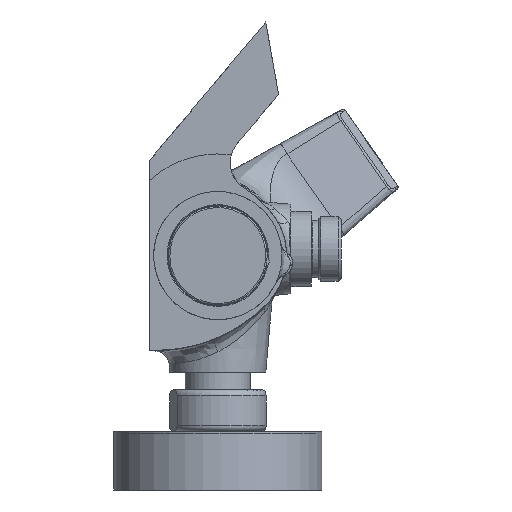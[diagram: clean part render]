
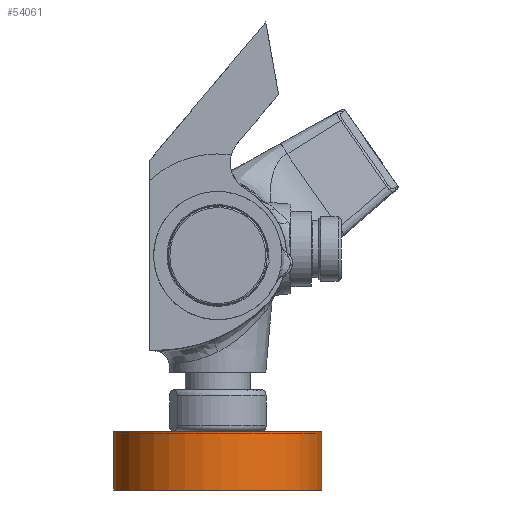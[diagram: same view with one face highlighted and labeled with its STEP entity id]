
A CAD part, left-side view. The second image highlights one B-rep face of the part: STEP entity #54061.
In plain terms, the highlighted cylindrical face has radius 33.25 mm (diameter 66.5 mm), a full revolution.
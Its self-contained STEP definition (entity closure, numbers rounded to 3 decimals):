
#1472 = VERTEX_POINT ( 'NONE', #44032 ) ;
#2200 = DIRECTION ( 'NONE',  ( 0., 0., 1. ) ) ;
#5663 = AXIS2_PLACEMENT_3D ( 'NONE', #49327, #2200, #39887 ) ;
#6888 = CYLINDRICAL_SURFACE ( 'NONE', #28468, 33.25 ) ;
#8863 = DIRECTION ( 'NONE',  ( -0.881, 0.472, 0. ) ) ;
#9462 = EDGE_CURVE ( 'NONE', #41251, #41251, #58737, .T. ) ;
#13846 = CARTESIAN_POINT ( 'NONE',  ( -103.81, 15.7, -56.35 ) ) ;
#14195 = CIRCLE ( 'NONE', #5663, 33.25 ) ;
#17725 = DIRECTION ( 'NONE',  ( 0., 0., -1. ) ) ;
#24057 = CARTESIAN_POINT ( 'NONE',  ( -74.5, 0., -56.35 ) ) ;
#26820 = FACE_OUTER_BOUND ( 'NONE', #55372, .T. ) ;
#28468 = AXIS2_PLACEMENT_3D ( 'NONE', #50630, #17725, #8863 ) ;
#28601 = EDGE_LOOP ( 'NONE', ( #45658 ) ) ;
#30929 = AXIS2_PLACEMENT_3D ( 'NONE', #24057, #57515, #57721 ) ;
#38816 = ORIENTED_EDGE ( 'NONE', *, *, #9462, .T. ) ;
#39887 = DIRECTION ( 'NONE',  ( -0.881, 0.472, 0. ) ) ;
#41251 = VERTEX_POINT ( 'NONE', #13846 ) ;
#44032 = CARTESIAN_POINT ( 'NONE',  ( -103.81, 15.7, -74.95 ) ) ;
#45658 = ORIENTED_EDGE ( 'NONE', *, *, #56482, .T. ) ;
#49327 = CARTESIAN_POINT ( 'NONE',  ( -74.5, 0., -74.95 ) ) ;
#50630 = CARTESIAN_POINT ( 'NONE',  ( -74.5, 0., -55.42 ) ) ;
#54061 = ADVANCED_FACE ( 'NONE', ( #60650, #26820 ), #6888, .T. ) ;
#55372 = EDGE_LOOP ( 'NONE', ( #38816 ) ) ;
#56482 = EDGE_CURVE ( 'NONE', #1472, #1472, #14195, .T. ) ;
#57515 = DIRECTION ( 'NONE',  ( 0., 0., -1. ) ) ;
#57721 = DIRECTION ( 'NONE',  ( -0.881, 0.472, 0. ) ) ;
#58737 = CIRCLE ( 'NONE', #30929, 33.25 ) ;
#60650 = FACE_OUTER_BOUND ( 'NONE', #28601, .T. ) ;
